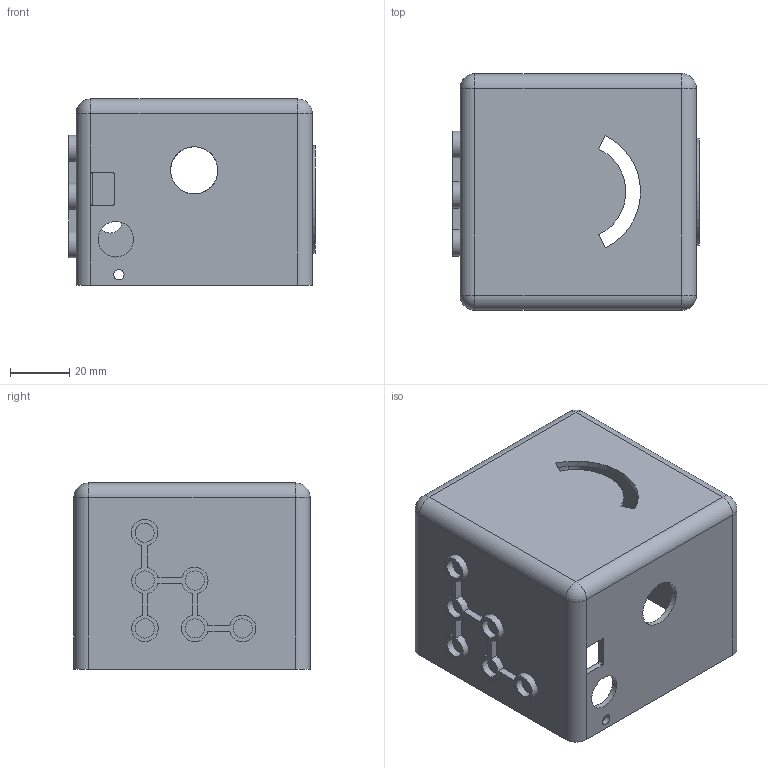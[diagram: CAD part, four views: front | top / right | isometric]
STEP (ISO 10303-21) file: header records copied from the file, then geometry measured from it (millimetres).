
FILE_DESCRIPTION((''),'2;1');
FILE_NAME('body.step','2015-03-28T17:06:43',('Usuario'),(''),'Autodesk Inventor 2013','Autodesk Inventor 2013','');
FILE_SCHEMA(('AUTOMOTIVE_DESIGN { 1 0 10303 214 1 1 1 1 }'));
Length unit declared in the file: millimetre
Products named in the file (1): body
Bounding box: 83.5 x 80 x 63 mm (x, y, z)
Volume: 49871.6 mm3; surface area: 50070.2 mm2
Topology: 1 solids, 1 shells, 130 faces, 318 edges, 197 vertices
Faces by surface type: plane 70, cylinder 52, sphere 8
Full cylindrical faces by diameter (mm): 2 x1, 3.5 x2, 6.5 x6, 7 x1, 8 x1, 12 x1, 15.847 x1, 16 x2, 26.542 x1, 36.504 x1
Entity records: 3848 total; most frequent: CARTESIAN_POINT 669, DIRECTION 656, ORIENTED_EDGE 584, EDGE_CURVE 292, AXIS2_PLACEMENT_3D 235, VERTEX_POINT 196, VECTOR 186, LINE 186
